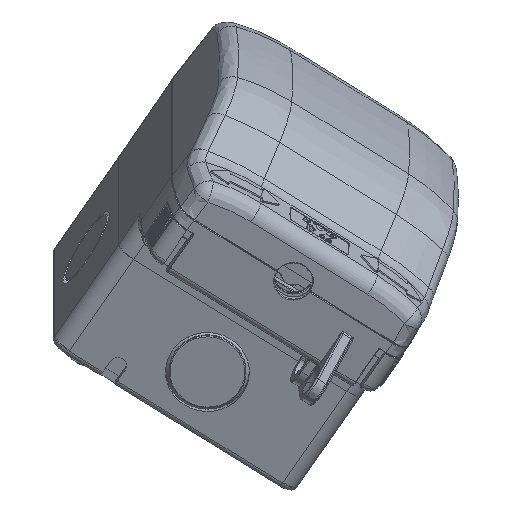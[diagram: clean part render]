
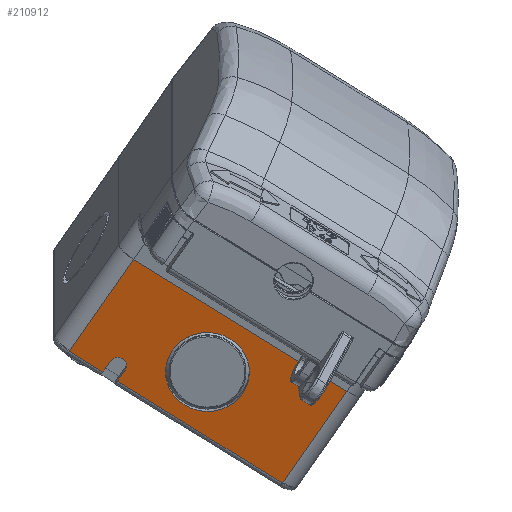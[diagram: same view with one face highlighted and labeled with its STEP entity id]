
A CAD part, front view. The second image highlights one B-rep face of the part: STEP entity #210912.
In plain terms, the highlighted face is planar.
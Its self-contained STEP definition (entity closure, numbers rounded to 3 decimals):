
#198195=CARTESIAN_POINT('Axis2P3D Location',(0.,-41.5,-16.6)) ;
#207966=CARTESIAN_POINT('Vertex',(36.5,-41.5,-33.5)) ;
#208148=CARTESIAN_POINT('Vertex',(-36.5,-41.5,-33.5)) ;
#209180=CARTESIAN_POINT('Axis2P3D Location',(0.,-41.5,-17.)) ;
#209184=CARTESIAN_POINT('Vertex',(10.531,-41.5,-22.753)) ;
#209186=CARTESIAN_POINT('Vertex',(-10.531,-41.5,-11.247)) ;
#209206=CARTESIAN_POINT('Axis2P3D Location',(0.,-41.5,-17.)) ;
#209227=CARTESIAN_POINT('Vertex',(-25.,-41.5,-33.5)) ;
#209234=CARTESIAN_POINT('Vertex',(-25.,-41.5,-29.5)) ;
#209237=CARTESIAN_POINT('Line Origine',(-25.,-41.5,-31.5)) ;
#209259=CARTESIAN_POINT('Vertex',(-20.,-41.5,-29.5)) ;
#209262=CARTESIAN_POINT('Axis2P3D Location',(-22.5,-41.5,-29.5)) ;
#209283=CARTESIAN_POINT('Vertex',(-20.,-41.5,-33.5)) ;
#209286=CARTESIAN_POINT('Line Origine',(-20.,-41.5,-31.5)) ;
#209304=CARTESIAN_POINT('Line Origine',(0.,-41.5,-33.5)) ;
#209332=CARTESIAN_POINT('Vertex',(36.5,-41.5,-33.2)) ;
#209335=CARTESIAN_POINT('Line Origine',(36.5,-41.5,-34.1)) ;
#209384=CARTESIAN_POINT('Vertex',(-36.5,-41.5,-33.2)) ;
#209388=CARTESIAN_POINT('Control Point',(-36.5,-41.5,0.)) ;
#209389=CARTESIAN_POINT('Control Point',(-36.5,-41.5,-33.2)) ;
#209390=CARTESIAN_POINT('Vertex',(-36.5,-41.5,0.)) ;
#209416=CARTESIAN_POINT('Line Origine',(-36.5,-41.5,-34.1)) ;
#209433=CARTESIAN_POINT('Line Origine',(0.,-41.5,-33.5)) ;
#209465=CARTESIAN_POINT('Control Point',(36.5,-41.5,0.)) ;
#209466=CARTESIAN_POINT('Control Point',(36.5,-41.5,-33.2)) ;
#209467=CARTESIAN_POINT('Vertex',(36.5,-41.5,0.)) ;
#210891=CARTESIAN_POINT('Line Origine',(0.,-41.5,0.)) ;
#198196=DIRECTION('Axis2P3D Direction',(-0.,1.,0.)) ;
#198197=DIRECTION('Axis2P3D XDirection',(1.,0.,0.)) ;
#209181=DIRECTION('Axis2P3D Direction',(0.,1.,0.)) ;
#209207=DIRECTION('Axis2P3D Direction',(0.,1.,0.)) ;
#209238=DIRECTION('Vector Direction',(0.,0.,1.)) ;
#209263=DIRECTION('Axis2P3D Direction',(0.,-1.,0.)) ;
#209287=DIRECTION('Vector Direction',(0.,0.,-1.)) ;
#209305=DIRECTION('Vector Direction',(1.,0.,0.)) ;
#209336=DIRECTION('Vector Direction',(0.,0.,1.)) ;
#209417=DIRECTION('Vector Direction',(0.,0.,1.)) ;
#209434=DIRECTION('Vector Direction',(1.,0.,0.)) ;
#210892=DIRECTION('Vector Direction',(-1.,0.,0.)) ;
#198198=AXIS2_PLACEMENT_3D('Plane Axis2P3D',#198195,#198196,#198197) ;
#209182=AXIS2_PLACEMENT_3D('Circle Axis2P3D',#209180,#209181,$) ;
#209208=AXIS2_PLACEMENT_3D('Circle Axis2P3D',#209206,#209207,$) ;
#209264=AXIS2_PLACEMENT_3D('Circle Axis2P3D',#209262,#209263,$) ;
#210897=ORIENTED_EDGE('',*,*,#209241,.F.) ;
#210898=ORIENTED_EDGE('',*,*,#209266,.F.) ;
#210899=ORIENTED_EDGE('',*,*,#209290,.F.) ;
#210900=ORIENTED_EDGE('',*,*,#209308,.T.) ;
#210901=ORIENTED_EDGE('',*,*,#209339,.F.) ;
#210902=ORIENTED_EDGE('',*,*,#209469,.F.) ;
#210903=ORIENTED_EDGE('',*,*,#210895,.T.) ;
#210904=ORIENTED_EDGE('',*,*,#209392,.T.) ;
#210905=ORIENTED_EDGE('',*,*,#209420,.T.) ;
#210906=ORIENTED_EDGE('',*,*,#209437,.T.) ;
#210909=ORIENTED_EDGE('',*,*,#209188,.T.) ;
#210910=ORIENTED_EDGE('',*,*,#209210,.T.) ;
#210911=FACE_BOUND('',#210908,.T.) ;
#209239=VECTOR('Line Direction',#209238,1.) ;
#209288=VECTOR('Line Direction',#209287,1.) ;
#209306=VECTOR('Line Direction',#209305,1.) ;
#209337=VECTOR('Line Direction',#209336,1.) ;
#209418=VECTOR('Line Direction',#209417,1.) ;
#209435=VECTOR('Line Direction',#209434,1.) ;
#210893=VECTOR('Line Direction',#210892,1.) ;
#210912=ADVANCED_FACE('PartBody',(#210907,#210911),#198199,.F.) ;
#209387=B_SPLINE_CURVE_WITH_KNOTS('',1,(#209388,#209389),.UNSPECIFIED.,.F.,.U.,(2,2),(-16.6,16.6),.UNSPECIFIED.) ;
#209464=B_SPLINE_CURVE_WITH_KNOTS('',1,(#209465,#209466),.UNSPECIFIED.,.F.,.U.,(2,2),(-16.6,16.6),.UNSPECIFIED.) ;
#209183=CIRCLE('generated circle',#209182,12.) ;
#209209=CIRCLE('generated circle',#209208,12.) ;
#209265=CIRCLE('generated circle',#209264,2.5) ;
#209188=EDGE_CURVE('',#209185,#209187,#209183,.T.) ;
#209210=EDGE_CURVE('',#209187,#209185,#209209,.T.) ;
#209241=EDGE_CURVE('',#209235,#209228,#209240,.F.) ;
#209266=EDGE_CURVE('',#209260,#209235,#209265,.T.) ;
#209290=EDGE_CURVE('',#209284,#209260,#209289,.F.) ;
#209308=EDGE_CURVE('',#209284,#207967,#209307,.T.) ;
#209339=EDGE_CURVE('',#209333,#207967,#209338,.F.) ;
#209392=EDGE_CURVE('',#209391,#209385,#209387,.T.) ;
#209420=EDGE_CURVE('',#209385,#208149,#209419,.F.) ;
#209437=EDGE_CURVE('',#208149,#209228,#209436,.T.) ;
#209469=EDGE_CURVE('',#209468,#209333,#209464,.T.) ;
#210895=EDGE_CURVE('',#209468,#209391,#210894,.T.) ;
#210896=EDGE_LOOP('',(#210897,#210898,#210899,#210900,#210901,#210902,#210903,#210904,#210905,#210906)) ;
#210908=EDGE_LOOP('',(#210909,#210910)) ;
#210907=FACE_OUTER_BOUND('',#210896,.T.) ;
#209240=LINE('Line',#209237,#209239) ;
#209289=LINE('Line',#209286,#209288) ;
#209307=LINE('Line',#209304,#209306) ;
#209338=LINE('Line',#209335,#209337) ;
#209419=LINE('Line',#209416,#209418) ;
#209436=LINE('Line',#209433,#209435) ;
#210894=LINE('Line',#210891,#210893) ;
#198199=PLANE('',#198198) ;
#207967=VERTEX_POINT('',#207966) ;
#208149=VERTEX_POINT('',#208148) ;
#209185=VERTEX_POINT('',#209184) ;
#209187=VERTEX_POINT('',#209186) ;
#209228=VERTEX_POINT('',#209227) ;
#209235=VERTEX_POINT('',#209234) ;
#209260=VERTEX_POINT('',#209259) ;
#209284=VERTEX_POINT('',#209283) ;
#209333=VERTEX_POINT('',#209332) ;
#209385=VERTEX_POINT('',#209384) ;
#209391=VERTEX_POINT('',#209390) ;
#209468=VERTEX_POINT('',#209467) ;
